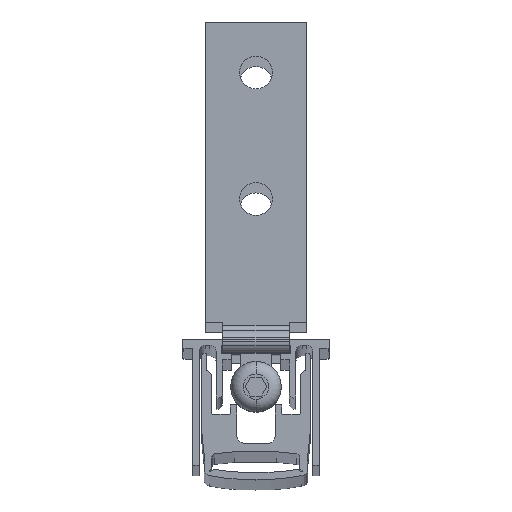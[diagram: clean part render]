
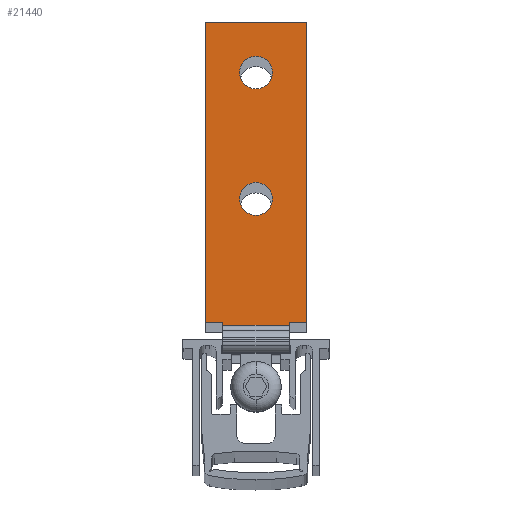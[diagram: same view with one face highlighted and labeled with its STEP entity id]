
A CAD part, top view. The second image highlights one B-rep face of the part: STEP entity #21440.
In plain terms, the highlighted planar face has unit normal (0, 0, 1).
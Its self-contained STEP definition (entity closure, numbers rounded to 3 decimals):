
#1039 = EDGE_CURVE ( 'NONE', #7760, #3751, #7317, .T. ) ;
#1084 = VECTOR ( 'NONE', #21105, 1000. ) ;
#1514 = EDGE_CURVE ( 'NONE', #3048, #26844, #29045, .T. ) ;
#3048 = VERTEX_POINT ( 'NONE', #27370 ) ;
#3539 = CARTESIAN_POINT ( 'NONE',  ( 5.3, 2., 1.2 ) ) ;
#3580 = LINE ( 'NONE', #23504, #24850 ) ;
#3751 = VERTEX_POINT ( 'NONE', #20856 ) ;
#4519 = ORIENTED_EDGE ( 'NONE', *, *, #34773, .F. ) ;
#5019 = VERTEX_POINT ( 'NONE', #3539 ) ;
#5151 = ORIENTED_EDGE ( 'NONE', *, *, #21175, .T. ) ;
#5925 = CIRCLE ( 'NONE', #13106, 2.6 ) ;
#6101 = DIRECTION ( 'NONE',  ( 1., 0., 0. ) ) ;
#6401 = FACE_BOUND ( 'NONE', #16194, .T. ) ;
#6550 = DIRECTION ( 'NONE',  ( -1., 0., 0. ) ) ;
#7033 = CARTESIAN_POINT ( 'NONE',  ( 0., 44.6, 1.2 ) ) ;
#7061 = DIRECTION ( 'NONE',  ( 0., -1., 0. ) ) ;
#7317 = CIRCLE ( 'NONE', #31919, 2.6 ) ;
#7380 = DIRECTION ( 'NONE',  ( 0., -1., 0. ) ) ;
#7497 = CARTESIAN_POINT ( 'NONE',  ( 8., 2.5, 1.2 ) ) ;
#7760 = VERTEX_POINT ( 'NONE', #35157 ) ;
#8453 = EDGE_CURVE ( 'NONE', #24113, #16213, #8488, .T. ) ;
#8488 = LINE ( 'NONE', #9051, #10824 ) ;
#9051 = CARTESIAN_POINT ( 'NONE',  ( -8., 50., 1.2 ) ) ;
#9366 = LINE ( 'NONE', #35294, #28724 ) ;
#9593 = DIRECTION ( 'NONE',  ( 0., 0., -1. ) ) ;
#9638 = LINE ( 'NONE', #21290, #1084 ) ;
#9889 = CARTESIAN_POINT ( 'NONE',  ( 0., 42., 1.2 ) ) ;
#10674 = VECTOR ( 'NONE', #6101, 1000. ) ;
#10691 = CARTESIAN_POINT ( 'NONE',  ( -8., 2.5, 1.2 ) ) ;
#10824 = VECTOR ( 'NONE', #20517, 1000. ) ;
#12268 = ORIENTED_EDGE ( 'NONE', *, *, #1514, .F. ) ;
#13106 = AXIS2_PLACEMENT_3D ( 'NONE', #32204, #26571, #15090 ) ;
#14205 = CARTESIAN_POINT ( 'NONE',  ( 8., 50., 1.2 ) ) ;
#15090 = DIRECTION ( 'NONE',  ( 0., -1., 0. ) ) ;
#15944 = CARTESIAN_POINT ( 'NONE',  ( 5.3, 50., 1.2 ) ) ;
#16054 = EDGE_CURVE ( 'NONE', #5019, #18658, #3580, .T. ) ;
#16194 = EDGE_LOOP ( 'NONE', ( #4519, #16293 ) ) ;
#16213 = VERTEX_POINT ( 'NONE', #10691 ) ;
#16293 = ORIENTED_EDGE ( 'NONE', *, *, #35657, .F. ) ;
#17503 = CARTESIAN_POINT ( 'NONE',  ( 8., 50., 1.2 ) ) ;
#18658 = VERTEX_POINT ( 'NONE', #27396 ) ;
#18934 = VERTEX_POINT ( 'NONE', #32447 ) ;
#19206 = ORIENTED_EDGE ( 'NONE', *, *, #30565, .T. ) ;
#19260 = LINE ( 'NONE', #30521, #29301 ) ;
#19306 = ORIENTED_EDGE ( 'NONE', *, *, #1039, .F. ) ;
#19386 = EDGE_CURVE ( 'NONE', #3751, #7760, #25768, .T. ) ;
#19539 = CARTESIAN_POINT ( 'NONE',  ( 0., 22., 1.2 ) ) ;
#20226 = VERTEX_POINT ( 'NONE', #30693 ) ;
#20381 = AXIS2_PLACEMENT_3D ( 'NONE', #28231, #25046, #7380 ) ;
#20517 = DIRECTION ( 'NONE',  ( 0., -1., 0. ) ) ;
#20856 = CARTESIAN_POINT ( 'NONE',  ( 0., 19.4, 1.2 ) ) ;
#21105 = DIRECTION ( 'NONE',  ( 1., 0., 0. ) ) ;
#21175 = EDGE_CURVE ( 'NONE', #32179, #26844, #9638, .T. ) ;
#21290 = CARTESIAN_POINT ( 'NONE',  ( 8., 2.5, 1.2 ) ) ;
#21352 = DIRECTION ( 'NONE',  ( 0., 0., 1. ) ) ;
#21440 = ADVANCED_FACE ( 'NONE', ( #23327, #31971, #6401 ), #34792, .F. ) ;
#22658 = VECTOR ( 'NONE', #27404, 1000. ) ;
#22682 = EDGE_CURVE ( 'NONE', #3048, #24113, #9366, .T. ) ;
#23295 = ORIENTED_EDGE ( 'NONE', *, *, #32189, .T. ) ;
#23327 = FACE_BOUND ( 'NONE', #26744, .T. ) ;
#23504 = CARTESIAN_POINT ( 'NONE',  ( 8., 2., 1.2 ) ) ;
#23764 = EDGE_LOOP ( 'NONE', ( #36109, #5151, #12268, #25798, #34354, #23295, #19206, #25154 ) ) ;
#23953 = CIRCLE ( 'NONE', #37131, 2.6 ) ;
#24113 = VERTEX_POINT ( 'NONE', #26015 ) ;
#24850 = VECTOR ( 'NONE', #26685, 1000. ) ;
#25046 = DIRECTION ( 'NONE',  ( 0., 0., 1. ) ) ;
#25154 = ORIENTED_EDGE ( 'NONE', *, *, #16054, .F. ) ;
#25768 = CIRCLE ( 'NONE', #20381, 2.6 ) ;
#25798 = ORIENTED_EDGE ( 'NONE', *, *, #22682, .T. ) ;
#26015 = CARTESIAN_POINT ( 'NONE',  ( -8., 50., 1.2 ) ) ;
#26571 = DIRECTION ( 'NONE',  ( 0., 0., 1. ) ) ;
#26573 = CARTESIAN_POINT ( 'NONE',  ( 5.3, 2.5, 1.2 ) ) ;
#26685 = DIRECTION ( 'NONE',  ( -1., 0., 0. ) ) ;
#26744 = EDGE_LOOP ( 'NONE', ( #33209, #19306 ) ) ;
#26844 = VERTEX_POINT ( 'NONE', #7497 ) ;
#27075 = VERTEX_POINT ( 'NONE', #7033 ) ;
#27115 = VECTOR ( 'NONE', #32061, 1000. ) ;
#27370 = CARTESIAN_POINT ( 'NONE',  ( 8., 50., 1.2 ) ) ;
#27396 = CARTESIAN_POINT ( 'NONE',  ( -5.3, 2., 1.2 ) ) ;
#27404 = DIRECTION ( 'NONE',  ( 0., 1., 0. ) ) ;
#28231 = CARTESIAN_POINT ( 'NONE',  ( 0., 22., 1.2 ) ) ;
#28724 = VECTOR ( 'NONE', #6550, 1000. ) ;
#29045 = LINE ( 'NONE', #14205, #27115 ) ;
#29301 = VECTOR ( 'NONE', #30713, 1000. ) ;
#30224 = LINE ( 'NONE', #15944, #22658 ) ;
#30521 = CARTESIAN_POINT ( 'NONE',  ( -5.3, 50., 1.2 ) ) ;
#30565 = EDGE_CURVE ( 'NONE', #20226, #18658, #19260, .T. ) ;
#30693 = CARTESIAN_POINT ( 'NONE',  ( -5.3, 2.5, 1.2 ) ) ;
#30713 = DIRECTION ( 'NONE',  ( 0., -1., 0. ) ) ;
#31669 = AXIS2_PLACEMENT_3D ( 'NONE', #17503, #9593, #35154 ) ;
#31843 = LINE ( 'NONE', #34848, #10674 ) ;
#31919 = AXIS2_PLACEMENT_3D ( 'NONE', #19539, #36612, #33812 ) ;
#31971 = FACE_OUTER_BOUND ( 'NONE', #23764, .T. ) ;
#32061 = DIRECTION ( 'NONE',  ( 0., -1., 0. ) ) ;
#32179 = VERTEX_POINT ( 'NONE', #26573 ) ;
#32189 = EDGE_CURVE ( 'NONE', #16213, #20226, #31843, .T. ) ;
#32204 = CARTESIAN_POINT ( 'NONE',  ( 0., 42., 1.2 ) ) ;
#32447 = CARTESIAN_POINT ( 'NONE',  ( 0., 39.4, 1.2 ) ) ;
#32655 = EDGE_CURVE ( 'NONE', #5019, #32179, #30224, .T. ) ;
#33209 = ORIENTED_EDGE ( 'NONE', *, *, #19386, .F. ) ;
#33812 = DIRECTION ( 'NONE',  ( 0., -1., 0. ) ) ;
#34354 = ORIENTED_EDGE ( 'NONE', *, *, #8453, .T. ) ;
#34773 = EDGE_CURVE ( 'NONE', #18934, #27075, #5925, .T. ) ;
#34792 = PLANE ( 'NONE',  #31669 ) ;
#34848 = CARTESIAN_POINT ( 'NONE',  ( 8., 2.5, 1.2 ) ) ;
#35154 = DIRECTION ( 'NONE',  ( 0., 1., 0. ) ) ;
#35157 = CARTESIAN_POINT ( 'NONE',  ( 0., 24.6, 1.2 ) ) ;
#35294 = CARTESIAN_POINT ( 'NONE',  ( 8., 50., 1.2 ) ) ;
#35657 = EDGE_CURVE ( 'NONE', #27075, #18934, #23953, .T. ) ;
#36109 = ORIENTED_EDGE ( 'NONE', *, *, #32655, .T. ) ;
#36612 = DIRECTION ( 'NONE',  ( 0., 0., 1. ) ) ;
#37131 = AXIS2_PLACEMENT_3D ( 'NONE', #9889, #21352, #7061 ) ;
